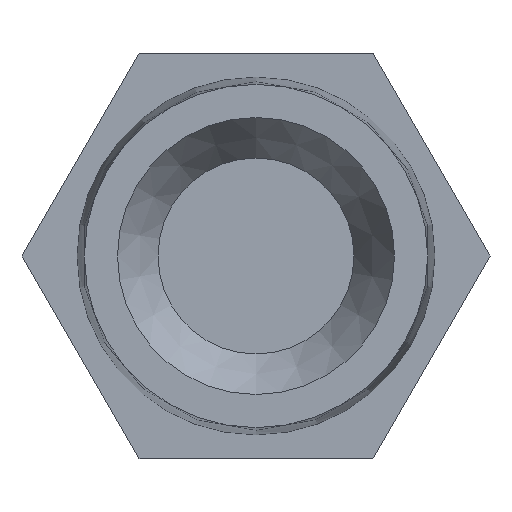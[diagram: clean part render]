
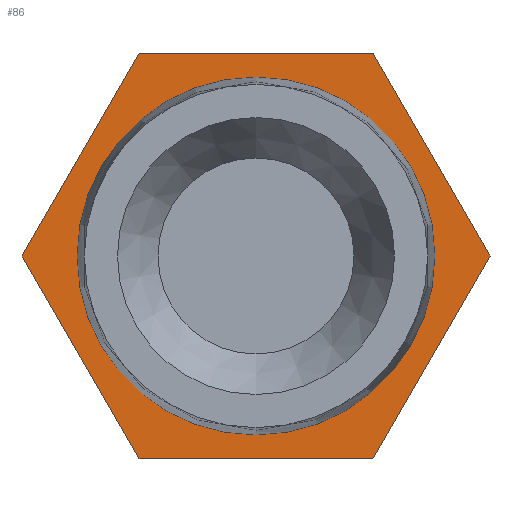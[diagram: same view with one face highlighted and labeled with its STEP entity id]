
A CAD part, front view. The second image highlights one B-rep face of the part: STEP entity #86.
In plain terms, the highlighted planar face has unit normal (0, -1, 0).
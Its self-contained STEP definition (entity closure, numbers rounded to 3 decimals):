
#86 = ADVANCED_FACE( '', ( #180, #181 ), #182, .F. );
#180 = FACE_OUTER_BOUND( '', #267, .T. );
#181 = FACE_BOUND( '', #268, .T. );
#182 = PLANE( '', #269 );
#267 = EDGE_LOOP( '', ( #408, #409, #410, #411, #412, #413 ) );
#268 = EDGE_LOOP( '', ( #414 ) );
#269 = AXIS2_PLACEMENT_3D( '', #415, #416, #417 );
#408 = ORIENTED_EDGE( '', *, *, #454, .F. );
#409 = ORIENTED_EDGE( '', *, *, #433, .F. );
#410 = ORIENTED_EDGE( '', *, *, #446, .F. );
#411 = ORIENTED_EDGE( '', *, *, #478, .F. );
#412 = ORIENTED_EDGE( '', *, *, #459, .F. );
#413 = ORIENTED_EDGE( '', *, *, #475, .F. );
#414 = ORIENTED_EDGE( '', *, *, #472, .F. );
#415 = CARTESIAN_POINT( '', ( 0., 0., 0. ) );
#416 = DIRECTION( '', ( 0., 1., 0. ) );
#417 = DIRECTION( '', ( 0., 0., 1. ) );
#433 = EDGE_CURVE( '', #491, #487, #493, .T. );
#446 = EDGE_CURVE( '', #511, #491, #513, .T. );
#454 = EDGE_CURVE( '', #487, #522, #525, .T. );
#459 = EDGE_CURVE( '', #532, #528, #534, .T. );
#472 = EDGE_CURVE( '', #551, #551, #552, .F. );
#475 = EDGE_CURVE( '', #522, #532, #555, .T. );
#478 = EDGE_CURVE( '', #528, #511, #558, .T. );
#487 = VERTEX_POINT( '', #567 );
#491 = VERTEX_POINT( '', #573 );
#493 = LINE( '', #576, #577 );
#511 = VERTEX_POINT( '', #596 );
#513 = LINE( '', #599, #600 );
#522 = VERTEX_POINT( '', #609 );
#525 = LINE( '', #614, #615 );
#528 = VERTEX_POINT( '', #618 );
#532 = VERTEX_POINT( '', #624 );
#534 = LINE( '', #627, #628 );
#551 = VERTEX_POINT( '', #647 );
#552 = CIRCLE( '', #648, 13.236 );
#555 = LINE( '', #651, #652 );
#558 = LINE( '', #655, #656 );
#567 = CARTESIAN_POINT( '', ( -8.66, 0., 15. ) );
#573 = CARTESIAN_POINT( '', ( -17.321, 0., 0. ) );
#576 = CARTESIAN_POINT( '', ( -17.321, 0., 0. ) );
#577 = VECTOR( '', #667, 1000. );
#596 = CARTESIAN_POINT( '', ( -8.66, 0., -15. ) );
#599 = CARTESIAN_POINT( '', ( -8.66, 0., -15. ) );
#600 = VECTOR( '', #685, 1000. );
#609 = CARTESIAN_POINT( '', ( 8.66, 0., 15. ) );
#614 = CARTESIAN_POINT( '', ( -8.66, 0., 15. ) );
#615 = VECTOR( '', #694, 1000. );
#618 = CARTESIAN_POINT( '', ( 8.66, 0., -15. ) );
#624 = CARTESIAN_POINT( '', ( 17.321, 0., 0. ) );
#627 = CARTESIAN_POINT( '', ( 17.321, 0., 0. ) );
#628 = VECTOR( '', #698, 1000. );
#647 = CARTESIAN_POINT( '', ( 0., 0., 13.236 ) );
#648 = AXIS2_PLACEMENT_3D( '', #713, #714, #715 );
#651 = CARTESIAN_POINT( '', ( 8.66, 0., 15. ) );
#652 = VECTOR( '', #716, 1000. );
#655 = CARTESIAN_POINT( '', ( 8.66, 0., -15. ) );
#656 = VECTOR( '', #717, 1000. );
#667 = DIRECTION( '', ( 0.5, 0., 0.866 ) );
#685 = DIRECTION( '', ( -0.5, 0., 0.866 ) );
#694 = DIRECTION( '', ( 1., 0., 0. ) );
#698 = DIRECTION( '', ( -0.5, 0., -0.866 ) );
#713 = CARTESIAN_POINT( '', ( 0., 0., 0. ) );
#714 = DIRECTION( '', ( 0., 1., 0. ) );
#715 = DIRECTION( '', ( 0., 0., 1. ) );
#716 = DIRECTION( '', ( 0.5, 0., -0.866 ) );
#717 = DIRECTION( '', ( -1., 0., 0. ) );
